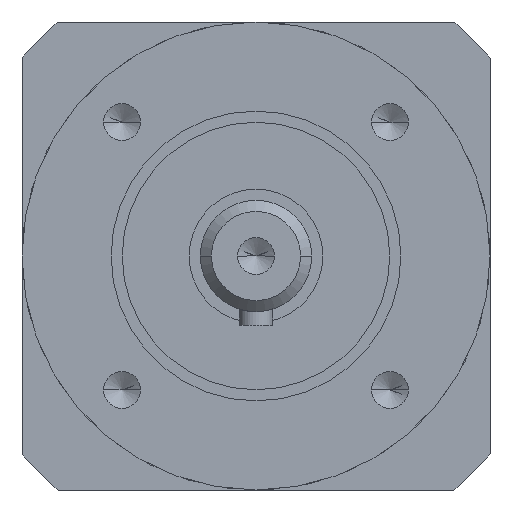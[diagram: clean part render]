
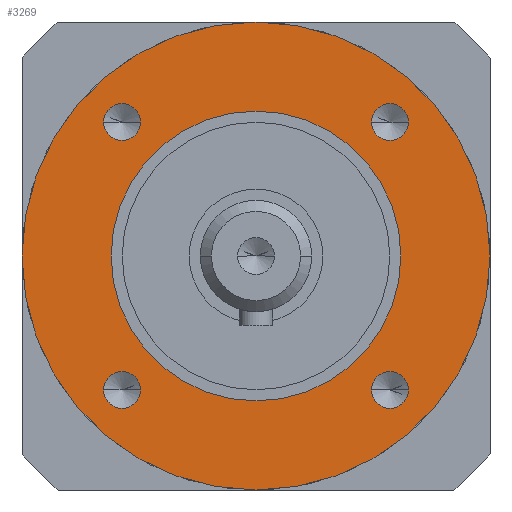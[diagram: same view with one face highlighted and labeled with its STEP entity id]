
A CAD part, left-side view. The second image highlights one B-rep face of the part: STEP entity #3269.
In plain terms, the highlighted planar face has unit normal (-1, 0, 0).
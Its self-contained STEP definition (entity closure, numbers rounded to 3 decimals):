
#24 = AXIS2_PLACEMENT_3D ( 'NONE', #1357, #2845, #1384 ) ;
#49 = VERTEX_POINT ( 'NONE', #1120 ) ;
#80 = EDGE_CURVE ( 'NONE', #1154, #2248, #4054, .T. ) ;
#83 = DIRECTION ( 'NONE',  ( -1., 0., 0. ) ) ;
#88 = CARTESIAN_POINT ( 'NONE',  ( 54.29, 13., 0. ) ) ;
#96 = CARTESIAN_POINT ( 'NONE',  ( 54.29, 13.671, -12.021 ) ) ;
#135 = DIRECTION ( 'NONE',  ( 0., 1., 0. ) ) ;
#180 = VERTEX_POINT ( 'NONE', #2510 ) ;
#185 = VERTEX_POINT ( 'NONE', #4105 ) ;
#188 = AXIS2_PLACEMENT_3D ( 'NONE', #4335, #2499, #4660 ) ;
#196 = AXIS2_PLACEMENT_3D ( 'NONE', #955, #4648, #4672 ) ;
#263 = DIRECTION ( 'NONE',  ( 0., 1., 0. ) ) ;
#273 = EDGE_CURVE ( 'NONE', #3215, #49, #2170, .T. ) ;
#284 = CARTESIAN_POINT ( 'NONE',  ( 54.29, -13.671, -12.021 ) ) ;
#355 = VERTEX_POINT ( 'NONE', #3422 ) ;
#495 = ORIENTED_EDGE ( 'NONE', *, *, #550, .F. ) ;
#499 = CARTESIAN_POINT ( 'NONE',  ( 54.29, -10.371, 12.021 ) ) ;
#537 = EDGE_CURVE ( 'NONE', #917, #185, #3973, .T. ) ;
#540 = DIRECTION ( 'NONE',  ( 0., 1., 0. ) ) ;
#550 = EDGE_CURVE ( 'NONE', #355, #2622, #628, .T. ) ;
#628 = CIRCLE ( 'NONE', #4359, 1.65 ) ;
#666 = AXIS2_PLACEMENT_3D ( 'NONE', #2971, #3009, #1182 ) ;
#756 = CARTESIAN_POINT ( 'NONE',  ( 54.29, 0., 0. ) ) ;
#803 = CIRCLE ( 'NONE', #3848, 1.65 ) ;
#811 = CIRCLE ( 'NONE', #666, 1.65 ) ;
#821 = DIRECTION ( 'NONE',  ( -1., 0., 0. ) ) ;
#842 = DIRECTION ( 'NONE',  ( 0., 1., 0. ) ) ;
#917 = VERTEX_POINT ( 'NONE', #96 ) ;
#955 = CARTESIAN_POINT ( 'NONE',  ( 54.29, 12.021, -12.021 ) ) ;
#1078 = CARTESIAN_POINT ( 'NONE',  ( 54.29, -13.671, 12.021 ) ) ;
#1120 = CARTESIAN_POINT ( 'NONE',  ( 54.29, 21., 0. ) ) ;
#1122 = CARTESIAN_POINT ( 'NONE',  ( 54.29, 12.021, -12.021 ) ) ;
#1154 = VERTEX_POINT ( 'NONE', #2344 ) ;
#1157 = DIRECTION ( 'NONE',  ( -1., 0., 0. ) ) ;
#1182 = DIRECTION ( 'NONE',  ( 0., 1., 0. ) ) ;
#1201 = FACE_BOUND ( 'NONE', #2204, .T. ) ;
#1219 = DIRECTION ( 'NONE',  ( -1., 0., 0. ) ) ;
#1265 = EDGE_LOOP ( 'NONE', ( #4026, #2662 ) ) ;
#1287 = DIRECTION ( 'NONE',  ( 0., 1., 0. ) ) ;
#1295 = CARTESIAN_POINT ( 'NONE',  ( 54.29, 10.371, 12.021 ) ) ;
#1306 = DIRECTION ( 'NONE',  ( -1., 0., 0. ) ) ;
#1357 = CARTESIAN_POINT ( 'NONE',  ( 54.29, -12.021, 12.021 ) ) ;
#1384 = DIRECTION ( 'NONE',  ( 0., 1., 0. ) ) ;
#1476 = EDGE_LOOP ( 'NONE', ( #1644, #4455 ) ) ;
#1644 = ORIENTED_EDGE ( 'NONE', *, *, #3783, .F. ) ;
#1648 = DIRECTION ( 'NONE',  ( -1., 0., 0. ) ) ;
#1662 = EDGE_CURVE ( 'NONE', #2248, #1154, #4601, .T. ) ;
#1716 = EDGE_LOOP ( 'NONE', ( #2746, #1997 ) ) ;
#1818 = VERTEX_POINT ( 'NONE', #1295 ) ;
#1868 = CARTESIAN_POINT ( 'NONE',  ( 54.29, -21., 0. ) ) ;
#1922 = VERTEX_POINT ( 'NONE', #1078 ) ;
#1997 = ORIENTED_EDGE ( 'NONE', *, *, #273, .T. ) ;
#2056 = CIRCLE ( 'NONE', #2834, 1.65 ) ;
#2170 = CIRCLE ( 'NONE', #2569, 21. ) ;
#2204 = EDGE_LOOP ( 'NONE', ( #2409, #4623 ) ) ;
#2233 = FACE_BOUND ( 'NONE', #3833, .T. ) ;
#2234 = EDGE_CURVE ( 'NONE', #49, #3215, #3663, .T. ) ;
#2248 = VERTEX_POINT ( 'NONE', #88 ) ;
#2256 = FACE_BOUND ( 'NONE', #3228, .T. ) ;
#2278 = AXIS2_PLACEMENT_3D ( 'NONE', #2450, #1219, #263 ) ;
#2291 = EDGE_CURVE ( 'NONE', #1922, #2848, #2982, .T. ) ;
#2332 = CARTESIAN_POINT ( 'NONE',  ( 54.29, 12.021, 12.021 ) ) ;
#2344 = CARTESIAN_POINT ( 'NONE',  ( 54.29, -13., 0. ) ) ;
#2378 = DIRECTION ( 'NONE',  ( -1., 0., 0. ) ) ;
#2395 = CARTESIAN_POINT ( 'NONE',  ( 54.29, -12.021, 12.021 ) ) ;
#2409 = ORIENTED_EDGE ( 'NONE', *, *, #3677, .F. ) ;
#2450 = CARTESIAN_POINT ( 'NONE',  ( 54.29, 0., 0. ) ) ;
#2499 = DIRECTION ( 'NONE',  ( -1., 0., 0. ) ) ;
#2510 = CARTESIAN_POINT ( 'NONE',  ( 54.29, 13.671, 12.021 ) ) ;
#2569 = AXIS2_PLACEMENT_3D ( 'NONE', #3830, #1648, #4244 ) ;
#2622 = VERTEX_POINT ( 'NONE', #284 ) ;
#2629 = DIRECTION ( 'NONE',  ( 0., 1., 0. ) ) ;
#2662 = ORIENTED_EDGE ( 'NONE', *, *, #80, .F. ) ;
#2675 = PLANE ( 'NONE',  #4625 ) ;
#2737 = EDGE_CURVE ( 'NONE', #2622, #355, #811, .T. ) ;
#2746 = ORIENTED_EDGE ( 'NONE', *, *, #2234, .T. ) ;
#2757 = CIRCLE ( 'NONE', #188, 1.65 ) ;
#2834 = AXIS2_PLACEMENT_3D ( 'NONE', #2332, #2378, #540 ) ;
#2845 = DIRECTION ( 'NONE',  ( -1., 0., 0. ) ) ;
#2848 = VERTEX_POINT ( 'NONE', #499 ) ;
#2936 = DIRECTION ( 'NONE',  ( -1., 0., 0. ) ) ;
#2942 = EDGE_CURVE ( 'NONE', #185, #917, #4250, .T. ) ;
#2971 = CARTESIAN_POINT ( 'NONE',  ( 54.29, -12.021, -12.021 ) ) ;
#2982 = CIRCLE ( 'NONE', #24, 1.65 ) ;
#3009 = DIRECTION ( 'NONE',  ( -1., 0., 0. ) ) ;
#3029 = AXIS2_PLACEMENT_3D ( 'NONE', #756, #1157, #2629 ) ;
#3032 = FACE_BOUND ( 'NONE', #1476, .T. ) ;
#3056 = CARTESIAN_POINT ( 'NONE',  ( 54.29, -13., 0. ) ) ;
#3215 = VERTEX_POINT ( 'NONE', #1868 ) ;
#3228 = EDGE_LOOP ( 'NONE', ( #495, #4196 ) ) ;
#3269 = ADVANCED_FACE ( 'NONE', ( #3430, #2233, #3032, #1201, #2256, #3737 ), #2675, .F. ) ;
#3355 = EDGE_CURVE ( 'NONE', #1818, #180, #2056, .T. ) ;
#3380 = DIRECTION ( 'NONE',  ( 1., 0., 0. ) ) ;
#3395 = CARTESIAN_POINT ( 'NONE',  ( 54.29, -12.021, -12.021 ) ) ;
#3422 = CARTESIAN_POINT ( 'NONE',  ( 54.29, -10.371, -12.021 ) ) ;
#3430 = FACE_OUTER_BOUND ( 'NONE', #1716, .T. ) ;
#3663 = CIRCLE ( 'NONE', #2278, 21. ) ;
#3677 = EDGE_CURVE ( 'NONE', #2848, #1922, #803, .T. ) ;
#3678 = ORIENTED_EDGE ( 'NONE', *, *, #2942, .F. ) ;
#3737 = FACE_BOUND ( 'NONE', #1265, .T. ) ;
#3761 = DIRECTION ( 'NONE',  ( 0., 1., 0. ) ) ;
#3783 = EDGE_CURVE ( 'NONE', #180, #1818, #2757, .T. ) ;
#3815 = AXIS2_PLACEMENT_3D ( 'NONE', #4786, #2936, #4425 ) ;
#3830 = CARTESIAN_POINT ( 'NONE',  ( 54.29, 0., 0. ) ) ;
#3833 = EDGE_LOOP ( 'NONE', ( #4275, #3678 ) ) ;
#3848 = AXIS2_PLACEMENT_3D ( 'NONE', #2395, #1306, #1287 ) ;
#3973 = CIRCLE ( 'NONE', #4432, 1.65 ) ;
#4026 = ORIENTED_EDGE ( 'NONE', *, *, #1662, .F. ) ;
#4054 = CIRCLE ( 'NONE', #3815, 13. ) ;
#4105 = CARTESIAN_POINT ( 'NONE',  ( 54.29, 10.371, -12.021 ) ) ;
#4196 = ORIENTED_EDGE ( 'NONE', *, *, #2737, .F. ) ;
#4244 = DIRECTION ( 'NONE',  ( 0., 1., 0. ) ) ;
#4250 = CIRCLE ( 'NONE', #196, 1.65 ) ;
#4275 = ORIENTED_EDGE ( 'NONE', *, *, #537, .F. ) ;
#4335 = CARTESIAN_POINT ( 'NONE',  ( 54.29, 12.021, 12.021 ) ) ;
#4359 = AXIS2_PLACEMENT_3D ( 'NONE', #3395, #83, #842 ) ;
#4425 = DIRECTION ( 'NONE',  ( 0., 1., 0. ) ) ;
#4432 = AXIS2_PLACEMENT_3D ( 'NONE', #1122, #821, #135 ) ;
#4455 = ORIENTED_EDGE ( 'NONE', *, *, #3355, .F. ) ;
#4601 = CIRCLE ( 'NONE', #3029, 13. ) ;
#4623 = ORIENTED_EDGE ( 'NONE', *, *, #2291, .F. ) ;
#4625 = AXIS2_PLACEMENT_3D ( 'NONE', #3056, #3380, #3761 ) ;
#4648 = DIRECTION ( 'NONE',  ( -1., 0., 0. ) ) ;
#4660 = DIRECTION ( 'NONE',  ( 0., 1., 0. ) ) ;
#4672 = DIRECTION ( 'NONE',  ( 0., 1., 0. ) ) ;
#4786 = CARTESIAN_POINT ( 'NONE',  ( 54.29, 0., 0. ) ) ;
